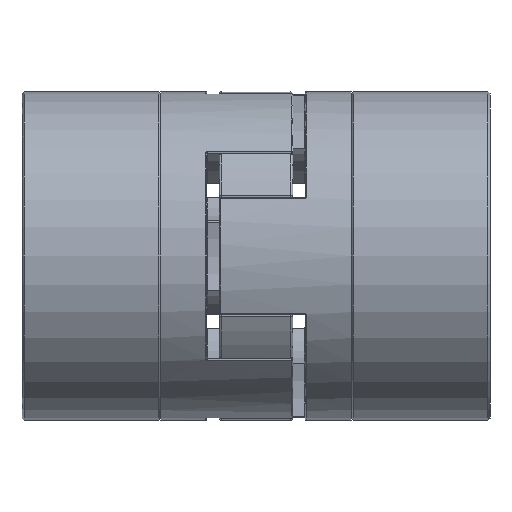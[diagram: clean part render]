
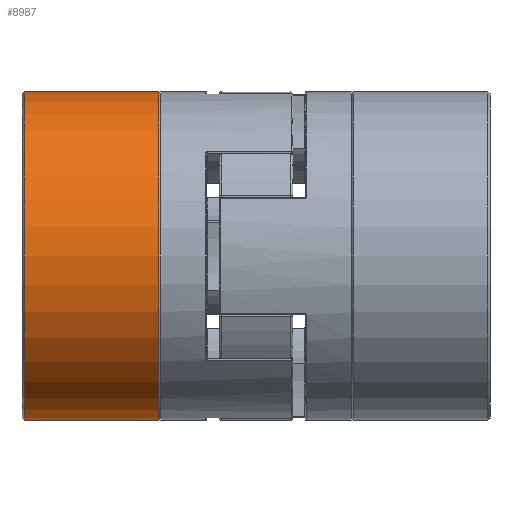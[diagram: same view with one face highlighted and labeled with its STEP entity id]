
A CAD part, front view. The second image highlights one B-rep face of the part: STEP entity #8987.
In plain terms, the highlighted cylindrical face has radius 40 mm (diameter 80 mm), a partial arc.
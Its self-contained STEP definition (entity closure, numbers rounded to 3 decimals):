
#1825 = CARTESIAN_POINT ( 'NONE',  ( -23.75, 0., -40. ) ) ;
#1826 = CARTESIAN_POINT ( 'NONE',  ( -23.75, 0., 40. ) ) ;
#1829 = CARTESIAN_POINT ( 'NONE',  ( -56.5, 0., 40. ) ) ;
#1830 = CARTESIAN_POINT ( 'NONE',  ( -56.5, 0., -40. ) ) ;
#3039 = FACE_OUTER_BOUND ( 'NONE', #9283, .T. ) ;
#3048 = CYLINDRICAL_SURFACE ( 'NONE', #11579, 40. ) ;
#3797 = DIRECTION ( 'NONE',  ( 0., 0., 1. ) ) ;
#3801 = DIRECTION ( 'NONE',  ( -1., 0., 0. ) ) ;
#3802 = CARTESIAN_POINT ( 'NONE',  ( 89.887, 0., 0. ) ) ;
#4865 = AXIS2_PLACEMENT_3D ( 'NONE', #5467, #5468, #5469 ) ;
#4869 = AXIS2_PLACEMENT_3D ( 'NONE', #5485, #5494, #5495 ) ;
#5456 = CARTESIAN_POINT ( 'NONE',  ( 89.887, 0., -40. ) ) ;
#5458 = DIRECTION ( 'NONE',  ( -1., 0., 0. ) ) ;
#5467 = CARTESIAN_POINT ( 'NONE',  ( -23.75, 0., 0. ) ) ;
#5468 = DIRECTION ( 'NONE',  ( -1., 0., 0. ) ) ;
#5469 = DIRECTION ( 'NONE',  ( 0., 0., 1. ) ) ;
#5478 = CARTESIAN_POINT ( 'NONE',  ( 89.887, 0., 40. ) ) ;
#5485 = CARTESIAN_POINT ( 'NONE',  ( -56.5, 0., 0. ) ) ;
#5489 = DIRECTION ( 'NONE',  ( -1., 0., 0. ) ) ;
#5494 = DIRECTION ( 'NONE',  ( 1., 0., 0. ) ) ;
#5495 = DIRECTION ( 'NONE',  ( 0., 0., 1. ) ) ;
#5868 = LINE ( 'NONE', #5456, #5871 ) ;
#5871 = VECTOR ( 'NONE', #5458, 1000. ) ;
#5880 = CIRCLE ( 'NONE', #4865, 40. ) ;
#5887 = LINE ( 'NONE', #5478, #5889 ) ;
#5889 = VECTOR ( 'NONE', #5489, 1000. ) ;
#5891 = CIRCLE ( 'NONE', #4869, 40. ) ;
#8431 = VERTEX_POINT ( 'NONE', #1825 ) ;
#8432 = VERTEX_POINT ( 'NONE', #1826 ) ;
#8435 = VERTEX_POINT ( 'NONE', #1829 ) ;
#8436 = VERTEX_POINT ( 'NONE', #1830 ) ;
#8987 = ADVANCED_FACE ( 'NONE', ( #3039 ), #3048, .T. ) ;
#9283 = EDGE_LOOP ( 'NONE', ( #10292, #10293, #10294, #10295 ) ) ;
#10292 = ORIENTED_EDGE ( 'NONE', *, *, #10352, .F. ) ;
#10293 = ORIENTED_EDGE ( 'NONE', *, *, #10356, .T. ) ;
#10294 = ORIENTED_EDGE ( 'NONE', *, *, #10364, .T. ) ;
#10295 = ORIENTED_EDGE ( 'NONE', *, *, #10366, .T. ) ;
#10352 = EDGE_CURVE ( 'NONE', #8431, #8436, #5868, .T. ) ;
#10356 = EDGE_CURVE ( 'NONE', #8431, #8432, #5880, .T. ) ;
#10364 = EDGE_CURVE ( 'NONE', #8432, #8435, #5887, .T. ) ;
#10366 = EDGE_CURVE ( 'NONE', #8435, #8436, #5891, .T. ) ;
#11579 = AXIS2_PLACEMENT_3D ( 'NONE', #3802, #3801, #3797 ) ;
